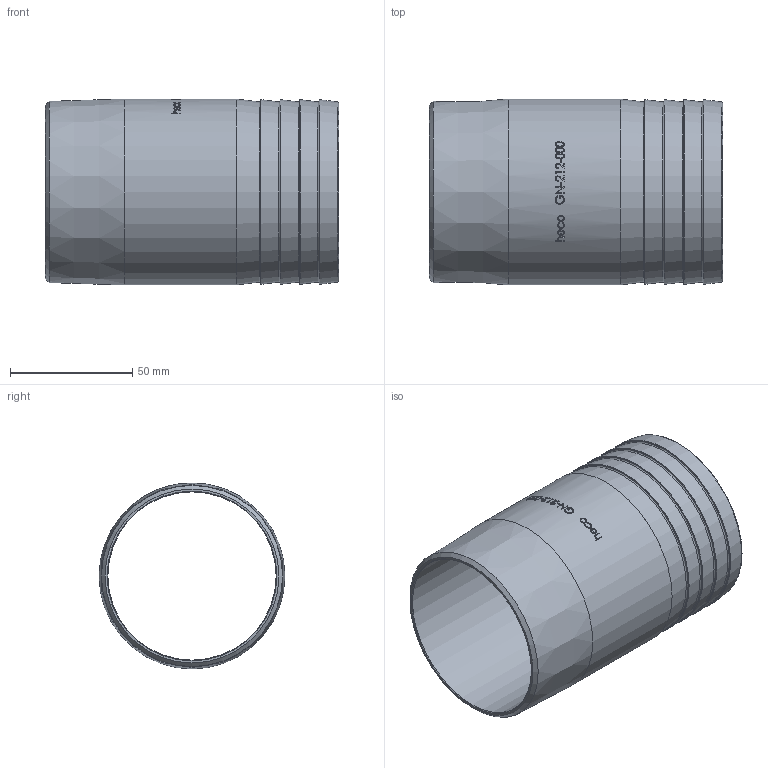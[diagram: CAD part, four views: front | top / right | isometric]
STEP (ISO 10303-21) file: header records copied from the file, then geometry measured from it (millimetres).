
FILE_DESCRIPTION (( 'STEP AP214' ), '1' );
FILE_NAME ('GN-212-000-x Gewindeschlauchnippel 2207.STEP', '2022-08-08T11:35:49', ( '' ), ( '' ), 'SwSTEP 2.0', 'SolidWorks 2019', '' );
FILE_SCHEMA (( 'AUTOMOTIVE_DESIGN' ));
Length unit declared in the file: millimetre
Products named in the file (1): GN-212-000-x Gewindeschlauchnippel 2207
Bounding box: 120 x 76.1 x 76.1 mm (x, y, z)
Volume: 87364.7 mm3; surface area: 55828.5 mm2
Topology: 1 solids, 1 shells, 182 faces, 474 edges, 313 vertices
Faces by surface type: bspline 94, plane 44, cylinder 21, cone 13, torus 10
Full cylindrical faces by diameter (mm): 68.899 x1, 76.099 x1
Entity records: 21842 total; most frequent: CARTESIAN_POINT 16671, ORIENTED_EDGE 870, EDGE_CURVE 435, DIRECTION 394, VERTEX_POINT 299, B_SPLINE_CURVE_WITH_KNOTS 294, EDGE_LOOP 228, FACE_OUTER_BOUND 194
